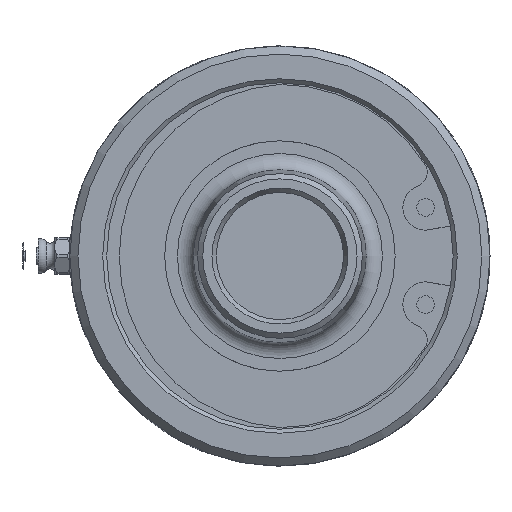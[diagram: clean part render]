
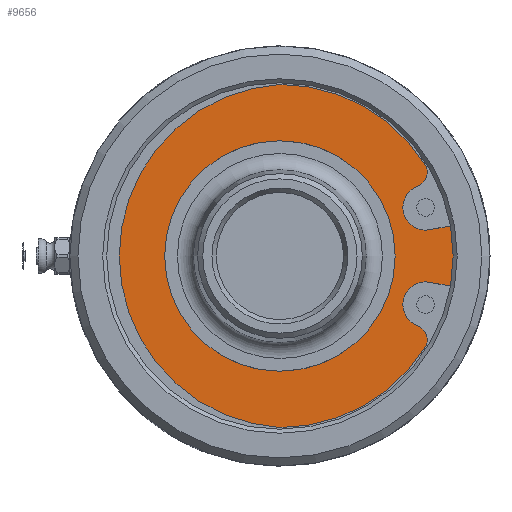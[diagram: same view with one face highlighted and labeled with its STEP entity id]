
A CAD part, left-side view. The second image highlights one B-rep face of the part: STEP entity #9656.
In plain terms, the highlighted planar face has unit normal (-1, 0, 0).
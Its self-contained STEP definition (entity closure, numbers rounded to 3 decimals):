
#439=PLANE('',#10473);
#573=FACE_BOUND('',#1834,.T.);
#1253=FACE_OUTER_BOUND('',#1833,.T.);
#1833=EDGE_LOOP('',(#7043,#7044,#7045,#7046,#7047,#7048,#7049,#7050,#7051,
#7052));
#1834=EDGE_LOOP('',(#7053,#7054));
#2432=CIRCLE('',#10330,22.65);
#2433=CIRCLE('',#10331,22.65);
#2495=CIRCLE('',#10439,4.474);
#2501=CIRCLE('',#10450,33.733);
#2503=CIRCLE('',#10453,2.949);
#2505=CIRCLE('',#10456,4.474);
#2507=CIRCLE('',#10459,2.949);
#2509=CIRCLE('',#10462,33.733);
#2511=CIRCLE('',#10465,33.806);
#2513=CIRCLE('',#10469,36.9);
#2851=LINE('',#15619,#3321);
#2855=LINE('',#15629,#3325);
#3321=VECTOR('',#11679,10.);
#3325=VECTOR('',#11685,10.);
#3948=VERTEX_POINT('',#15176);
#3949=VERTEX_POINT('',#15177);
#4039=VERTEX_POINT('',#15607);
#4040=VERTEX_POINT('',#15609);
#4043=VERTEX_POINT('',#15617);
#4047=VERTEX_POINT('',#15626);
#4048=VERTEX_POINT('',#15628);
#4055=VERTEX_POINT('',#15647);
#4056=VERTEX_POINT('',#15649);
#4058=VERTEX_POINT('',#15658);
#4060=VERTEX_POINT('',#15664);
#4062=VERTEX_POINT('',#15670);
#5009=EDGE_CURVE('',#3948,#3949,#2432,.T.);
#5010=EDGE_CURVE('',#3949,#3948,#2433,.T.);
#5146=EDGE_CURVE('',#4040,#4039,#2495,.T.);
#5151=EDGE_CURVE('',#4039,#4043,#2851,.T.);
#5155=EDGE_CURVE('',#4048,#4047,#2855,.T.);
#5165=EDGE_CURVE('',#4056,#4055,#2501,.T.);
#5168=EDGE_CURVE('',#4055,#4040,#2503,.T.);
#5171=EDGE_CURVE('',#4047,#4058,#2505,.T.);
#5174=EDGE_CURVE('',#4058,#4060,#2507,.T.);
#5177=EDGE_CURVE('',#4060,#4062,#2509,.T.);
#5179=EDGE_CURVE('',#4062,#4056,#2511,.T.);
#5181=EDGE_CURVE('',#4043,#4048,#2513,.T.);
#7043=ORIENTED_EDGE('',*,*,#5155,.T.);
#7044=ORIENTED_EDGE('',*,*,#5171,.T.);
#7045=ORIENTED_EDGE('',*,*,#5174,.T.);
#7046=ORIENTED_EDGE('',*,*,#5177,.T.);
#7047=ORIENTED_EDGE('',*,*,#5179,.T.);
#7048=ORIENTED_EDGE('',*,*,#5165,.T.);
#7049=ORIENTED_EDGE('',*,*,#5168,.T.);
#7050=ORIENTED_EDGE('',*,*,#5146,.T.);
#7051=ORIENTED_EDGE('',*,*,#5151,.T.);
#7052=ORIENTED_EDGE('',*,*,#5181,.T.);
#7053=ORIENTED_EDGE('',*,*,#5009,.T.);
#7054=ORIENTED_EDGE('',*,*,#5010,.T.);
#9656=ADVANCED_FACE('',(#1253,#573),#439,.F.);
#10330=AXIS2_PLACEMENT_3D('',#15178,#11421,#11422);
#10331=AXIS2_PLACEMENT_3D('',#15179,#11423,#11424);
#10439=AXIS2_PLACEMENT_3D('',#15610,#11671,#11672);
#10450=AXIS2_PLACEMENT_3D('',#15650,#11706,#11707);
#10453=AXIS2_PLACEMENT_3D('',#15654,#11713,#11714);
#10456=AXIS2_PLACEMENT_3D('',#15660,#11720,#11721);
#10459=AXIS2_PLACEMENT_3D('',#15666,#11727,#11728);
#10462=AXIS2_PLACEMENT_3D('',#15672,#11734,#11735);
#10465=AXIS2_PLACEMENT_3D('',#15675,#11740,#11741);
#10469=AXIS2_PLACEMENT_3D('',#15679,#11748,#11749);
#10473=AXIS2_PLACEMENT_3D('',#15684,#11756,#11757);
#11421=DIRECTION('center_axis',(1.,0.,0.));
#11422=DIRECTION('ref_axis',(0.,-1.,0.));
#11423=DIRECTION('center_axis',(1.,0.,0.));
#11424=DIRECTION('ref_axis',(0.,-1.,0.));
#11671=DIRECTION('center_axis',(1.,0.,0.));
#11672=DIRECTION('ref_axis',(0.,0.355,-0.935));
#11679=DIRECTION('',(0.,-0.985,-0.174));
#11685=DIRECTION('',(0.,0.985,-0.174));
#11706=DIRECTION('center_axis',(-1.,0.,0.));
#11707=DIRECTION('ref_axis',(0.,0.849,0.528));
#11713=DIRECTION('center_axis',(-1.,0.,0.));
#11714=DIRECTION('ref_axis',(0.,0.355,-0.935));
#11720=DIRECTION('center_axis',(1.,0.,0.));
#11721=DIRECTION('ref_axis',(0.,-0.046,-0.999));
#11727=DIRECTION('center_axis',(-1.,0.,0.));
#11728=DIRECTION('ref_axis',(0.,0.893,-0.451));
#11734=DIRECTION('center_axis',(-1.,0.,0.));
#11735=DIRECTION('ref_axis',(0.,0.,-1.));
#11740=DIRECTION('center_axis',(-1.,0.,0.));
#11741=DIRECTION('ref_axis',(0.,-0.066,0.998));
#11748=DIRECTION('center_axis',(-1.,0.,0.));
#11749=DIRECTION('ref_axis',(0.,1.,0.));
#11756=DIRECTION('center_axis',(1.,0.,0.));
#11757=DIRECTION('ref_axis',(0.,0.,-1.));
#15176=CARTESIAN_POINT('',(7.26,-22.65,0.));
#15177=CARTESIAN_POINT('',(7.26,22.65,0.));
#15178=CARTESIAN_POINT('Origin',(7.26,0.,
0.));
#15179=CARTESIAN_POINT('Origin',(7.26,0.,
0.));
#15607=CARTESIAN_POINT('',(7.26,-28.843,-5.086));
#15609=CARTESIAN_POINT('',(7.26,-27.053,-13.738));
#15610=CARTESIAN_POINT('Origin',(7.26,-28.639,-9.555));
#15617=CARTESIAN_POINT('',(7.26,-36.339,-6.408));
#15619=CARTESIAN_POINT('',(7.26,-4.374,-0.771));
#15626=CARTESIAN_POINT('',(7.26,-28.843,5.086));
#15628=CARTESIAN_POINT('',(7.26,-36.339,6.408));
#15629=CARTESIAN_POINT('',(7.26,-0.625,0.11));
#15647=CARTESIAN_POINT('',(7.26,-28.639,-17.825));
#15649=CARTESIAN_POINT('',(7.26,0.,-33.733));
#15650=CARTESIAN_POINT('Origin',(7.26,0.,0.));
#15654=CARTESIAN_POINT('Origin',(7.26,-26.007,-16.495));
#15658=CARTESIAN_POINT('',(7.26,-27.053,13.738));
#15660=CARTESIAN_POINT('Origin',(7.26,-28.639,9.555));
#15664=CARTESIAN_POINT('',(7.26,-28.639,17.825));
#15666=CARTESIAN_POINT('Origin',(7.26,-26.007,16.495));
#15670=CARTESIAN_POINT('',(7.26,0.,33.733));
#15672=CARTESIAN_POINT('Origin',(7.26,0.,0.));
#15675=CARTESIAN_POINT('Origin',(7.26,-2.225,0.));
#15679=CARTESIAN_POINT('Origin',(7.26,0.,0.));
#15684=CARTESIAN_POINT('Origin',(7.26,28.45,0.));
